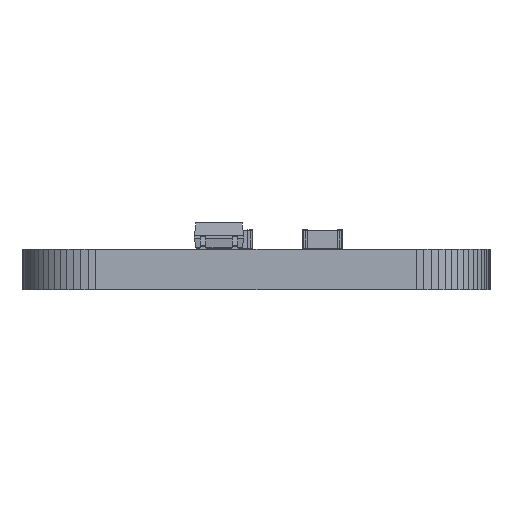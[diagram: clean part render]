
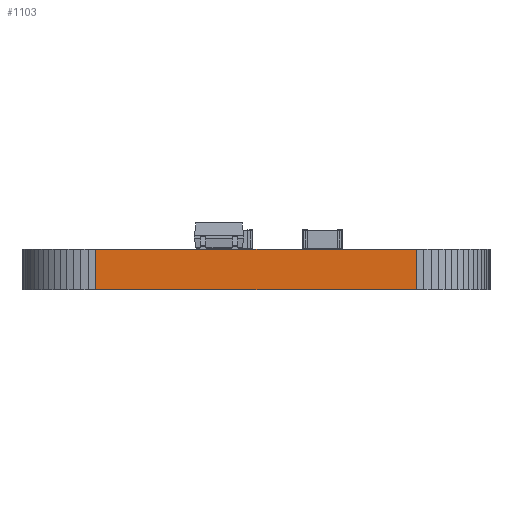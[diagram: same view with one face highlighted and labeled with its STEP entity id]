
A CAD part, left-side view. The second image highlights one B-rep face of the part: STEP entity #1103.
In plain terms, the highlighted planar face has unit normal (-1, 0, 0).
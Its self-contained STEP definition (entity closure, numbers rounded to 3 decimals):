
#1047 = VERTEX_POINT('',#1048);
#1048 = CARTESIAN_POINT('',(0.,-3.,0.82));
#1054 = EDGE_CURVE('',#1055,#1047,#1057,.T.);
#1055 = VERTEX_POINT('',#1056);
#1056 = CARTESIAN_POINT('',(0.,-3.,-0.82));
#1057 = LINE('',#1058,#1059);
#1058 = CARTESIAN_POINT('',(0.,-3.,-0.82));
#1059 = VECTOR('',#1060,1.);
#1060 = DIRECTION('',(0.,0.,1.));
#1103 = ADVANCED_FACE('',(#1104),#1129,.F.);
#1104 = FACE_BOUND('',#1105,.F.);
#1105 = EDGE_LOOP('',(#1106,#1107,#1115,#1123));
#1106 = ORIENTED_EDGE('',*,*,#1054,.T.);
#1107 = ORIENTED_EDGE('',*,*,#1108,.T.);
#1108 = EDGE_CURVE('',#1047,#1109,#1111,.T.);
#1109 = VERTEX_POINT('',#1110);
#1110 = CARTESIAN_POINT('',(0.,-16.,0.82));
#1111 = LINE('',#1112,#1113);
#1112 = CARTESIAN_POINT('',(0.,-3.,0.82));
#1113 = VECTOR('',#1114,1.);
#1114 = DIRECTION('',(0.,-1.,0.));
#1115 = ORIENTED_EDGE('',*,*,#1116,.F.);
#1116 = EDGE_CURVE('',#1117,#1109,#1119,.T.);
#1117 = VERTEX_POINT('',#1118);
#1118 = CARTESIAN_POINT('',(0.,-16.,-0.82));
#1119 = LINE('',#1120,#1121);
#1120 = CARTESIAN_POINT('',(0.,-16.,-0.82));
#1121 = VECTOR('',#1122,1.);
#1122 = DIRECTION('',(0.,0.,1.));
#1123 = ORIENTED_EDGE('',*,*,#1124,.F.);
#1124 = EDGE_CURVE('',#1055,#1117,#1125,.T.);
#1125 = LINE('',#1126,#1127);
#1126 = CARTESIAN_POINT('',(0.,-3.,-0.82));
#1127 = VECTOR('',#1128,1.);
#1128 = DIRECTION('',(0.,-1.,0.));
#1129 = PLANE('',#1130);
#1130 = AXIS2_PLACEMENT_3D('',#1131,#1132,#1133);
#1131 = CARTESIAN_POINT('',(0.,-3.,-0.82));
#1132 = DIRECTION('',(1.,0.,0.));
#1133 = DIRECTION('',(0.,-1.,0.));
